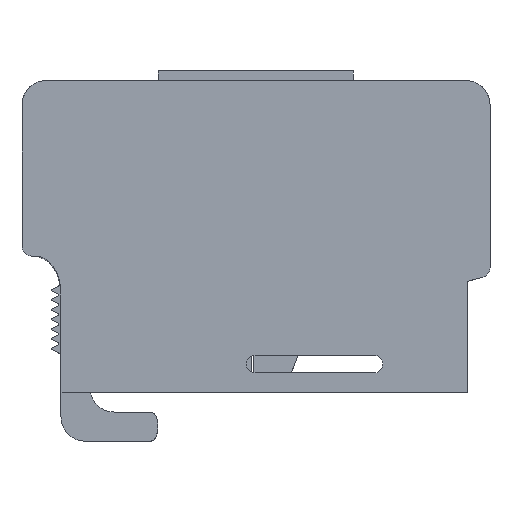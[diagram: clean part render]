
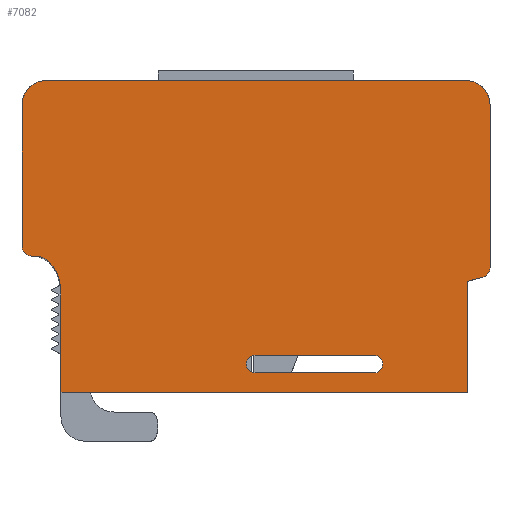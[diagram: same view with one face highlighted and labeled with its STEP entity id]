
A CAD part, left-side view. The second image highlights one B-rep face of the part: STEP entity #7082.
In plain terms, the highlighted planar face has unit normal (-1, 0, 0).
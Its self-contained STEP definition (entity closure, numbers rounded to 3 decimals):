
#1425=DIRECTION('',(0.,-1.,0.));
#1426=VECTOR('',#1425,41.7);
#1427=CARTESIAN_POINT('',(-5.,17.886,-13.768));
#1428=LINE('',#1427,#1426);
#2639=DIRECTION('',(0.,0.,-1.));
#2640=VECTOR('',#2639,14.5);
#2641=CARTESIAN_POINT('',(-5.,21.886,15.732));
#2642=LINE('',#2641,#2640);
#2801=DIRECTION('',(0.,0.,-1.));
#2802=VECTOR('',#2801,11.409);
#2803=CARTESIAN_POINT('',(-5.,-23.814,-2.36));
#2804=LINE('',#2803,#2802);
#2808=DIRECTION('',(0.,0.,1.));
#2809=VECTOR('',#2808,10.);
#2810=CARTESIAN_POINT('',(-5.,17.886,-13.768));
#2811=LINE('',#2810,#2809);
#2815=CARTESIAN_POINT('',(-5.,17.886,-3.768));
#2816=CARTESIAN_POINT('',(-5.,17.886,-3.56));
#2817=CARTESIAN_POINT('',(-5.,17.888,-3.14));
#2818=CARTESIAN_POINT('',(-5.,17.984,-2.44));
#2819=CARTESIAN_POINT('',(-5.,18.215,-1.691));
#2820=CARTESIAN_POINT('',(-5.,18.585,-0.967));
#2821=CARTESIAN_POINT('',(-5.,19.074,-0.363));
#2822=CARTESIAN_POINT('',(-5.,19.645,0.046));
#2823=CARTESIAN_POINT('',(-5.,20.26,0.228));
#2824=CARTESIAN_POINT('',(-5.,20.678,0.232));
#2825=CARTESIAN_POINT('',(-5.,20.886,0.232));
#2830=CARTESIAN_POINT('',(-5.,20.886,1.232));
#2831=DIRECTION('',(1.,0.,0.));
#2832=DIRECTION('',(0.,0.,-1.));
#2833=AXIS2_PLACEMENT_3D('',#2830,#2831,#2832);
#2838=CARTESIAN_POINT('',(-5.,19.386,15.732));
#2839=DIRECTION('',(1.,0.,0.));
#2840=DIRECTION('',(0.,1.,0.));
#2841=AXIS2_PLACEMENT_3D('',#2838,#2839,#2840);
#2846=DIRECTION('',(0.,-1.,0.));
#2847=VECTOR('',#2846,43.);
#2848=CARTESIAN_POINT('',(-5.,19.386,18.232));
#2849=LINE('',#2848,#2847);
#2853=CARTESIAN_POINT('',(-5.,-23.614,15.732));
#2854=DIRECTION('',(1.,0.,0.));
#2855=DIRECTION('',(0.,0.,1.));
#2856=AXIS2_PLACEMENT_3D('',#2853,#2854,#2855);
#2861=DIRECTION('',(0.,0.,-1.));
#2862=VECTOR('',#2861,16.725);
#2863=CARTESIAN_POINT('',(-5.,-26.114,15.732));
#2864=LINE('',#2863,#2862);
#2868=CARTESIAN_POINT('',(-5.,-25.114,-0.993));
#2869=DIRECTION('',(1.,0.,0.));
#2870=DIRECTION('',(0.,-1.,0.));
#2871=AXIS2_PLACEMENT_3D('',#2868,#2869,#2870);
#2876=DIRECTION('',(0.,0.968,-0.249));
#2877=VECTOR('',#2876,1.599);
#2878=CARTESIAN_POINT('',(-5.,-25.363,-1.962));
#2879=LINE('',#2878,#2877);
#2883=CARTESIAN_POINT('',(-5.,-14.218,-10.868));
#2884=DIRECTION('',(-1.,0.,0.));
#2885=DIRECTION('',(0.,0.,-1.));
#2886=AXIS2_PLACEMENT_3D('',#2883,#2884,#2885);
#2891=CARTESIAN_POINT('',(-5.,-2.018,-10.868));
#2892=DIRECTION('',(-1.,0.,0.));
#2893=DIRECTION('',(0.,0.,1.));
#2894=AXIS2_PLACEMENT_3D('',#2891,#2892,#2893);
#2977=DIRECTION('',(0.,-1.,0.));
#2978=VECTOR('',#2977,12.2);
#2979=CARTESIAN_POINT('',(-5.,-2.018,-9.968));
#2980=LINE('',#2979,#2978);
#3057=DIRECTION('',(0.,1.,0.));
#3058=VECTOR('',#3057,12.2);
#3059=CARTESIAN_POINT('',(-5.,-14.218,-11.768));
#3060=LINE('',#3059,#3058);
#4708=CARTESIAN_POINT('',(-5.,17.886,-13.768));
#4709=VERTEX_POINT('',#4708);
#4710=CARTESIAN_POINT('',(-5.,-23.814,-13.768));
#4711=VERTEX_POINT('',#4710);
#4753=CARTESIAN_POINT('',(-5.,17.886,-3.768));
#4754=VERTEX_POINT('',#4753);
#4774=CARTESIAN_POINT('',(-5.,20.886,0.232));
#4775=VERTEX_POINT('',#4774);
#4941=CARTESIAN_POINT('',(-5.,21.886,15.732));
#4942=VERTEX_POINT('',#4941);
#4943=CARTESIAN_POINT('',(-5.,21.886,1.232));
#4944=VERTEX_POINT('',#4943);
#4958=CARTESIAN_POINT('',(-5.,-23.814,-2.36));
#4959=VERTEX_POINT('',#4958);
#4960=CARTESIAN_POINT('',(-5.,19.386,18.232));
#4961=VERTEX_POINT('',#4960);
#4962=CARTESIAN_POINT('',(-5.,-23.614,18.232));
#4963=VERTEX_POINT('',#4962);
#4964=CARTESIAN_POINT('',(-5.,-26.114,15.732));
#4965=VERTEX_POINT('',#4964);
#4966=CARTESIAN_POINT('',(-5.,-26.114,-0.993));
#4967=VERTEX_POINT('',#4966);
#4968=CARTESIAN_POINT('',(-5.,-25.363,-1.962));
#4969=VERTEX_POINT('',#4968);
#4970=CARTESIAN_POINT('',(-5.,-14.218,-11.768));
#4971=CARTESIAN_POINT('',(-5.,-2.018,-11.768));
#4972=VERTEX_POINT('',#4970);
#4973=VERTEX_POINT('',#4971);
#4974=CARTESIAN_POINT('',(-5.,-14.218,-9.968));
#4975=VERTEX_POINT('',#4974);
#4976=CARTESIAN_POINT('',(-5.,-2.018,-9.968));
#4977=VERTEX_POINT('',#4976);
#7046=CARTESIAN_POINT('',(-5.,-30.926,-16.98));
#7047=DIRECTION('',(-1.,0.,0.));
#7048=DIRECTION('',(0.,1.,0.));
#7049=AXIS2_PLACEMENT_3D('',#7046,#7047,#7048);
#7050=PLANE('',#7049);
#7052=ORIENTED_EDGE('',*,*,#7051,.T.);
#7053=ORIENTED_EDGE('',*,*,#5509,.F.);
#7054=ORIENTED_EDGE('',*,*,#5750,.T.);
#7055=ORIENTED_EDGE('',*,*,#5855,.T.);
#7056=ORIENTED_EDGE('',*,*,#7033,.T.);
#7057=ORIENTED_EDGE('',*,*,#6875,.F.);
#7059=ORIENTED_EDGE('',*,*,#7058,.T.);
#7061=ORIENTED_EDGE('',*,*,#7060,.T.);
#7063=ORIENTED_EDGE('',*,*,#7062,.T.);
#7065=ORIENTED_EDGE('',*,*,#7064,.T.);
#7067=ORIENTED_EDGE('',*,*,#7066,.T.);
#7069=ORIENTED_EDGE('',*,*,#7068,.T.);
#7070=EDGE_LOOP('',(#7052,#7053,#7054,#7055,#7056,#7057,#7059,#7061,#7063,#7065,
#7067,#7069));
#7071=FACE_OUTER_BOUND('',#7070,.F.);
#7073=ORIENTED_EDGE('',*,*,#7072,.F.);
#7075=ORIENTED_EDGE('',*,*,#7074,.T.);
#7077=ORIENTED_EDGE('',*,*,#7076,.F.);
#7079=ORIENTED_EDGE('',*,*,#7078,.T.);
#7080=EDGE_LOOP('',(#7073,#7075,#7077,#7079));
#7081=FACE_BOUND('',#7080,.F.);
#2826=B_SPLINE_CURVE_WITH_KNOTS('',3,(#2815,#2816,#2817,#2818,#2819,#2820,#2821,
#2822,#2823,#2824,#2825),.UNSPECIFIED.,.F.,.F.,(4,1,1,1,1,1,1,1,4),(0.,
0.125,0.25,0.375,0.5,
0.625,0.75,0.875,1.),.UNSPECIFIED.);
#2834=CIRCLE('',#2833,1.);
#2842=CIRCLE('',#2841,2.5);
#2857=CIRCLE('',#2856,2.5);
#2872=CIRCLE('',#2871,1.);
#2887=CIRCLE('',#2886,0.9);
#2895=CIRCLE('',#2894,0.9);
#5509=EDGE_CURVE('',#4709,#4711,#1428,.T.);
#5750=EDGE_CURVE('',#4709,#4754,#2811,.T.);
#5855=EDGE_CURVE('',#4754,#4775,#2826,.T.);
#6875=EDGE_CURVE('',#4942,#4944,#2642,.T.);
#7033=EDGE_CURVE('',#4775,#4944,#2834,.T.);
#7051=EDGE_CURVE('',#4959,#4711,#2804,.T.);
#7058=EDGE_CURVE('',#4942,#4961,#2842,.T.);
#7060=EDGE_CURVE('',#4961,#4963,#2849,.T.);
#7062=EDGE_CURVE('',#4963,#4965,#2857,.T.);
#7064=EDGE_CURVE('',#4965,#4967,#2864,.T.);
#7066=EDGE_CURVE('',#4967,#4969,#2872,.T.);
#7068=EDGE_CURVE('',#4969,#4959,#2879,.T.);
#7072=EDGE_CURVE('',#4972,#4973,#3060,.T.);
#7074=EDGE_CURVE('',#4972,#4975,#2887,.T.);
#7076=EDGE_CURVE('',#4977,#4975,#2980,.T.);
#7078=EDGE_CURVE('',#4977,#4973,#2895,.T.);
#7082=ADVANCED_FACE('',(#7071,#7081),#7050,.T.);
